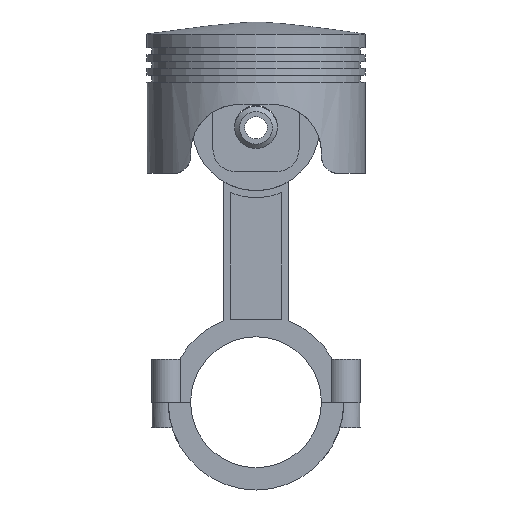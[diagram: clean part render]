
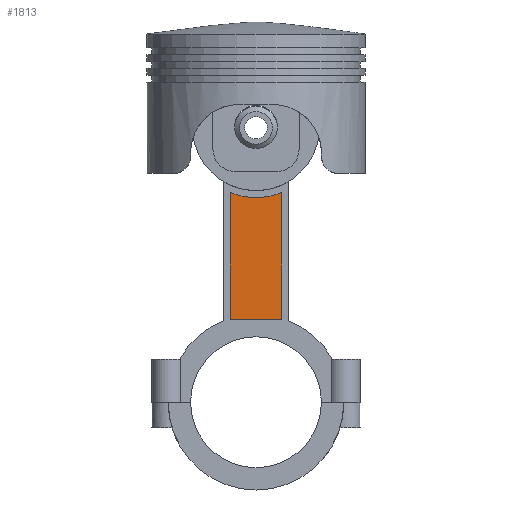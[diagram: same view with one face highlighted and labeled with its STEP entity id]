
A CAD part, left-side view. The second image highlights one B-rep face of the part: STEP entity #1813.
In plain terms, the highlighted face is planar.
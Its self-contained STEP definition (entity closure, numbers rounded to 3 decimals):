
#219=FACE_OUTER_BOUND('',#337,.T.);
#337=EDGE_LOOP('',(#1544,#1545,#1546,#1547,#1548,#1549));
#429=CIRCLE('',#2027,41.);
#431=CIRCLE('',#2031,41.);
#553=LINE('',#3432,#697);
#557=LINE('',#3439,#701);
#561=LINE('',#3451,#705);
#564=LINE('',#3460,#708);
#697=VECTOR('',#2460,10.);
#701=VECTOR('',#2466,10.);
#705=VECTOR('',#2478,10.);
#708=VECTOR('',#2489,10.);
#864=VERTEX_POINT('',#3429);
#865=VERTEX_POINT('',#3431);
#867=VERTEX_POINT('',#3437);
#869=VERTEX_POINT('',#3443);
#871=VERTEX_POINT('',#3449);
#873=VERTEX_POINT('',#3455);
#1093=EDGE_CURVE('',#864,#865,#553,.T.);
#1097=EDGE_CURVE('',#867,#864,#557,.T.);
#1100=EDGE_CURVE('',#869,#867,#429,.T.);
#1103=EDGE_CURVE('',#871,#869,#561,.T.);
#1106=EDGE_CURVE('',#873,#871,#431,.T.);
#1108=EDGE_CURVE('',#865,#873,#564,.T.);
#1544=ORIENTED_EDGE('',*,*,#1108,.F.);
#1545=ORIENTED_EDGE('',*,*,#1093,.F.);
#1546=ORIENTED_EDGE('',*,*,#1097,.F.);
#1547=ORIENTED_EDGE('',*,*,#1100,.F.);
#1548=ORIENTED_EDGE('',*,*,#1103,.F.);
#1549=ORIENTED_EDGE('',*,*,#1106,.F.);
#1721=PLANE('',#2033);
#1813=ADVANCED_FACE('',(#219),#1721,.T.);
#2027=AXIS2_PLACEMENT_3D('',#3445,#2472,#2473);
#2031=AXIS2_PLACEMENT_3D('',#3457,#2484,#2485);
#2033=AXIS2_PLACEMENT_3D('',#3461,#2490,#2491);
#2460=DIRECTION('',(0.,-1.,0.));
#2466=DIRECTION('',(1.,0.,0.));
#2472=DIRECTION('center_axis',(0.,0.,1.));
#2473=DIRECTION('ref_axis',(0.996,0.085,0.));
#2478=DIRECTION('',(0.,1.,0.));
#2484=DIRECTION('center_axis',(0.,0.,1.));
#2485=DIRECTION('ref_axis',(0.931,-0.366,0.));
#2489=DIRECTION('',(-1.,0.,0.));
#2490=DIRECTION('center_axis',(0.,0.,1.));
#2491=DIRECTION('ref_axis',(-1.,0.,0.));
#3429=CARTESIAN_POINT('',(111.829,15.,4.5));
#3431=CARTESIAN_POINT('',(111.829,-15.,4.5));
#3432=CARTESIAN_POINT('',(111.829,15.,4.5));
#3437=CARTESIAN_POINT('',(38.158,15.,4.5));
#3439=CARTESIAN_POINT('',(38.158,15.,4.5));
#3443=CARTESIAN_POINT('',(40.743,4.585,4.5));
#3445=CARTESIAN_POINT('Origin',(0.,0.,4.5));
#3449=CARTESIAN_POINT('',(40.743,-4.585,4.5));
#3451=CARTESIAN_POINT('',(40.743,-4.585,4.5));
#3455=CARTESIAN_POINT('',(38.158,-15.,4.5));
#3457=CARTESIAN_POINT('Origin',(0.,0.,4.5));
#3460=CARTESIAN_POINT('',(111.829,-15.,4.5));
#3461=CARTESIAN_POINT('Origin',(74.993,0.,4.5));
